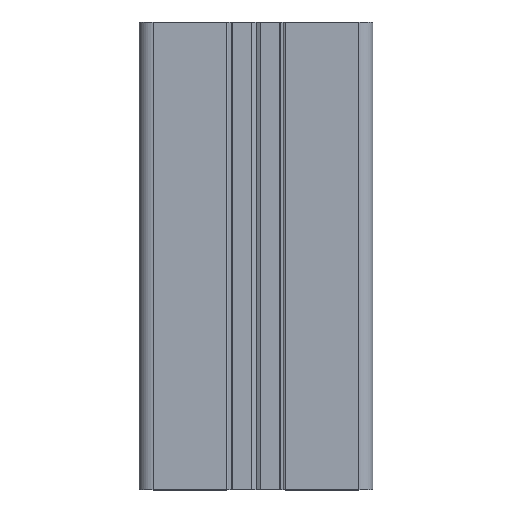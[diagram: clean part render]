
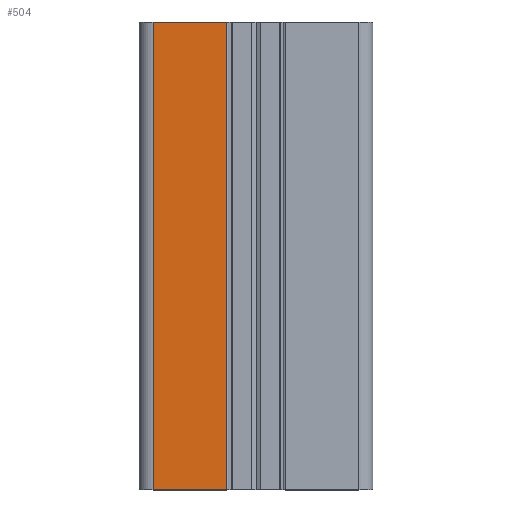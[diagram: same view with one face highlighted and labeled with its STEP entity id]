
A CAD part, top view. The second image highlights one B-rep face of the part: STEP entity #504.
In plain terms, the highlighted planar face has unit normal (0, 0, 1).
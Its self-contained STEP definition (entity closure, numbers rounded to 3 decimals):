
#504 = ADVANCED_FACE( '', ( #1135 ), #1136, .T. );
#1135 = FACE_OUTER_BOUND( '', #1890, .T. );
#1136 = PLANE( '', #1891 );
#1890 = EDGE_LOOP( '', ( #3459, #3460, #3461, #3462 ) );
#1891 = AXIS2_PLACEMENT_3D( '', #3463, #3464, #3465 );
#3459 = ORIENTED_EDGE( '', *, *, #5383, .F. );
#3460 = ORIENTED_EDGE( '', *, *, #5064, .F. );
#3461 = ORIENTED_EDGE( '', *, *, #4987, .T. );
#3462 = ORIENTED_EDGE( '', *, *, #5201, .T. );
#3463 = CARTESIAN_POINT( '', ( -6.3, 100., 25. ) );
#3464 = DIRECTION( '', ( 0., 0., 1. ) );
#3465 = DIRECTION( '', ( 1., 0., 0. ) );
#4987 = EDGE_CURVE( '', #6020, #6181, #6183, .T. );
#5064 = EDGE_CURVE( '', #6020, #6327, #6330, .T. );
#5201 = EDGE_CURVE( '', #6181, #6526, #6529, .T. );
#5383 = EDGE_CURVE( '', #6327, #6526, #6780, .T. );
#6020 = VERTEX_POINT( '', #7579 );
#6181 = VERTEX_POINT( '', #7803 );
#6183 = LINE( '', #7805, #7806 );
#6327 = VERTEX_POINT( '', #7982 );
#6330 = LINE( '', #7986, #7987 );
#6526 = VERTEX_POINT( '', #8262 );
#6529 = LINE( '', #8265, #8266 );
#6780 = LINE( '', #8618, #8619 );
#7579 = CARTESIAN_POINT( '', ( -6.3, 100., 25. ) );
#7803 = CARTESIAN_POINT( '', ( -22., 100., 25. ) );
#7805 = CARTESIAN_POINT( '', ( -6.3, 100., 25. ) );
#7806 = VECTOR( '', #9549, 1000. );
#7982 = CARTESIAN_POINT( '', ( -6.3, 0., 25. ) );
#7986 = CARTESIAN_POINT( '', ( -6.3, 100., 25. ) );
#7987 = VECTOR( '', #9706, 1000. );
#8262 = CARTESIAN_POINT( '', ( -22., 0., 25. ) );
#8265 = CARTESIAN_POINT( '', ( -22., 100., 25. ) );
#8266 = VECTOR( '', #9843, 1000. );
#8618 = CARTESIAN_POINT( '', ( -6.3, 0., 25. ) );
#8619 = VECTOR( '', #10017, 1000. );
#9549 = DIRECTION( '', ( -1., 0., 0. ) );
#9706 = DIRECTION( '', ( 0., -1., 0. ) );
#9843 = DIRECTION( '', ( 0., -1., 0. ) );
#10017 = DIRECTION( '', ( -1., 0., 0. ) );
